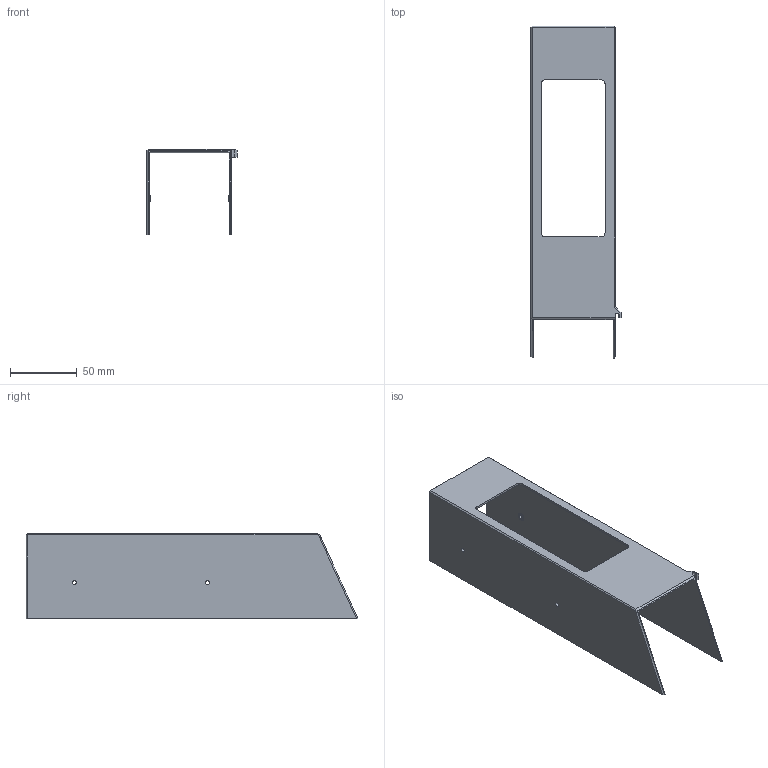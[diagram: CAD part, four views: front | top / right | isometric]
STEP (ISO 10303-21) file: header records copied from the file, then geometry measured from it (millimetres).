
FILE_DESCRIPTION(/* description */ (''),/* implementation_level */ '2;1');
FILE_NAME(/* name */ 'JKK Rail Cover V2.step',/* time_stamp */ '2025-12-23T22:00:48+01:00',/* author */ (''),/* organization */ (''),/* preprocessor_version */ 'ST-DEVELOPER v20.1',/* originating_system */ 'Autodesk Translation Framework v14.21.0.0',/* authorisation */ '');
FILE_SCHEMA (('AUTOMOTIVE_DESIGN { 1 0 10303 214 3 1 1 }'));
Length unit declared in the file: millimetre
Products named in the file (1): JKK Rail Cover V2
Bounding box: 67.62 x 249.17 x 63.83 mm (x, y, z)
Volume: 62992.8 mm3; surface area: 76708.5 mm2
Topology: 1 solids, 1 shells, 60 faces, 147 edges, 93 vertices
Faces by surface type: plane 47, cylinder 9, cone 4
Full cylindrical faces by diameter (mm): 3 x4
Entity records: 1800 total; most frequent: CARTESIAN_POINT 301, DIRECTION 298, ORIENTED_EDGE 294, EDGE_CURVE 147, LINE 118, VECTOR 118, VERTEX_POINT 93, AXIS2_PLACEMENT_3D 90
